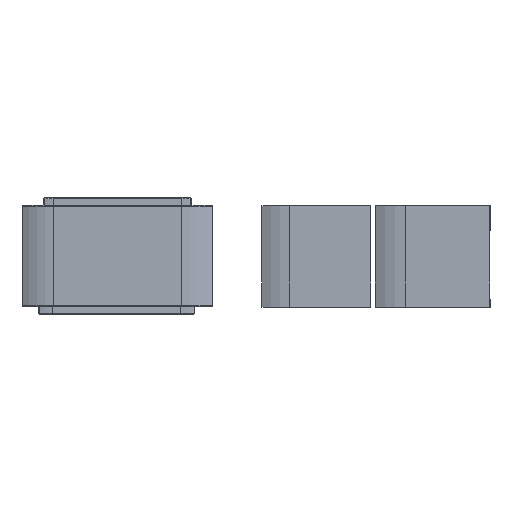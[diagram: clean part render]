
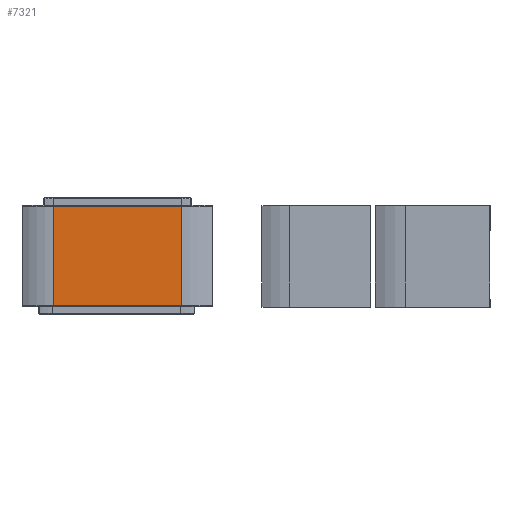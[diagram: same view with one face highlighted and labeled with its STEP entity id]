
A CAD part, front view. The second image highlights one B-rep face of the part: STEP entity #7321.
In plain terms, the highlighted planar face has unit normal (0, -1, 0).
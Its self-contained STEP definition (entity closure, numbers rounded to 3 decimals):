
#1083=FACE_OUTER_BOUND('',#1555,.T.);
#1555=EDGE_LOOP('',(#6463,#6464,#6465,#6466));
#2272=LINE('',#12555,#3004);
#2284=LINE('',#12591,#3016);
#2297=LINE('',#12621,#3029);
#2298=LINE('',#12622,#3030);
#3004=VECTOR('',#10371,10.);
#3016=VECTOR('',#10415,10.);
#3029=VECTOR('',#10462,10.);
#3030=VECTOR('',#10463,10.);
#3563=VERTEX_POINT('',#12545);
#3565=VERTEX_POINT('',#12551);
#3572=VERTEX_POINT('',#12582);
#3574=VERTEX_POINT('',#12589);
#4518=EDGE_CURVE('',#3563,#3565,#2272,.T.);
#4538=EDGE_CURVE('',#3574,#3572,#2284,.T.);
#4557=EDGE_CURVE('',#3563,#3572,#2297,.T.);
#4558=EDGE_CURVE('',#3565,#3574,#2298,.T.);
#6463=ORIENTED_EDGE('',*,*,#4518,.F.);
#6464=ORIENTED_EDGE('',*,*,#4557,.T.);
#6465=ORIENTED_EDGE('',*,*,#4538,.F.);
#6466=ORIENTED_EDGE('',*,*,#4558,.F.);
#6854=PLANE('',#8337);
#7321=ADVANCED_FACE('',(#1083),#6854,.T.);
#8337=AXIS2_PLACEMENT_3D('',#12620,#10460,#10461);
#10371=DIRECTION('',(1.,0.,0.));
#10415=DIRECTION('',(-1.,0.,0.));
#10460=DIRECTION('center_axis',(0.,-1.,0.));
#10461=DIRECTION('ref_axis',(-1.,0.,0.));
#10462=DIRECTION('',(0.,0.,-1.));
#10463=DIRECTION('',(0.,0.,-1.));
#12545=CARTESIAN_POINT('',(-16.081,-13.906,-0.25));
#12551=CARTESIAN_POINT('',(16.081,-13.906,-0.25));
#12555=CARTESIAN_POINT('',(-2.883,-13.906,-0.25));
#12582=CARTESIAN_POINT('',(-16.081,-13.906,-25.15));
#12589=CARTESIAN_POINT('',(16.081,-13.906,-25.15));
#12591=CARTESIAN_POINT('',(-2.883,-13.906,-25.15));
#12620=CARTESIAN_POINT('Origin',(4.175,-13.906,0.));
#12621=CARTESIAN_POINT('',(-16.081,-13.906,0.));
#12622=CARTESIAN_POINT('',(16.081,-13.906,0.));
